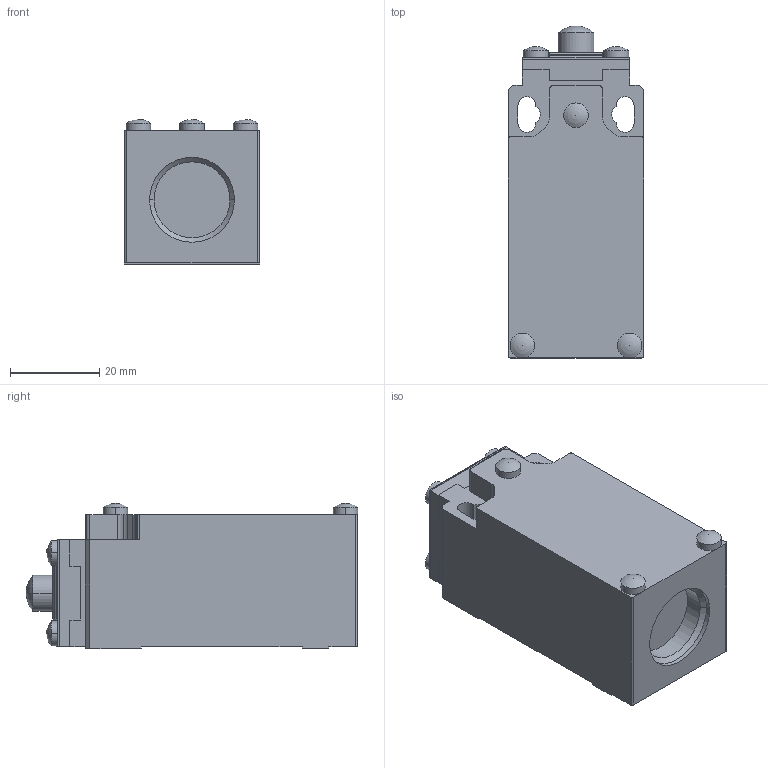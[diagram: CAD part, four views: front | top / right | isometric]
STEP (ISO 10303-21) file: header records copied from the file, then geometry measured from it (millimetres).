
FILE_DESCRIPTION (( 'STEP AP214' ), '1' );
FILE_NAME ('AAM2F11Z11.step', '2019-09-05T21:01:38', ( '' ), ( '' ), 'SwSTEP 2.0', 'SolidWorks 2018', '' );
FILE_SCHEMA (( 'AUTOMOTIVE_DESIGN' ));
Length unit declared in the file: inch
Products named in the file (1): AAM2F11Z11
Bounding box: 30.3 x 74.3 x 32.5 mm (x, y, z)
Volume: 55419 mm3; surface area: 12941.7 mm2
Topology: 3 solids, 3 shells, 173 faces, 470 edges, 306 vertices
Faces by surface type: plane 80, cylinder 78, sphere 13, cone 2
Entity records: 5500 total; most frequent: CARTESIAN_POINT 965, DIRECTION 964, ORIENTED_EDGE 928, EDGE_CURVE 464, AXIS2_PLACEMENT_3D 334, VERTEX_POINT 303, LINE 296, VECTOR 296
